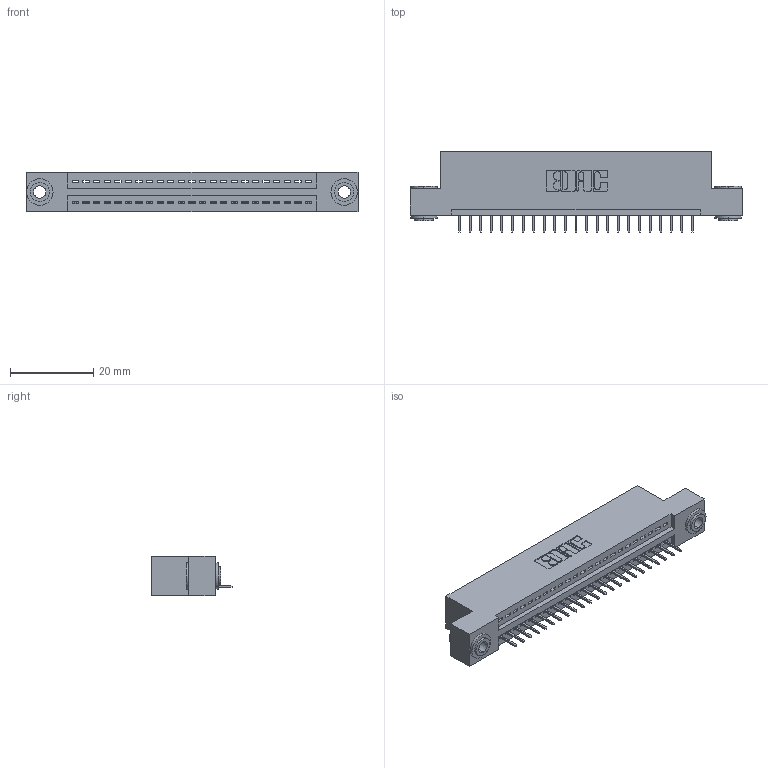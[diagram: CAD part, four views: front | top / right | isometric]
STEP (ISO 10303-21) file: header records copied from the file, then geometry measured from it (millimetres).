
FILE_DESCRIPTION (( 'STEP AP203' ), '1' );
FILE_NAME ('395-023-524-103.STEP', '2019-10-18T04:26:06', ( '' ), ( '' ), 'SwSTEP 2.0', 'SolidWorks 2016', '' );
FILE_SCHEMA (( 'CONFIG_CONTROL_DESIGN' ));
Length unit declared in the file: inch
Products named in the file (4): 345-292-001_345-293-124; 345-250-002_345-250-002-102; 395-023-524-103; 345 Part_Flush Mounting Lugs - 0.156 Dia-TH
Assembly tree (26 placements, depth 2):
  395-023-524-103
    345 Part_Flush Mounting Lugs - 0.156 Dia-TH
    345-292-001_345-293-124  x23
    345-250-002_345-250-002-102  x2
Bounding box: 79.63 x 19.35 x 9.4 mm (x, y, z)
Volume: 7336.1 mm3; surface area: 9414.8 mm2
Topology: 26 solids, 26 shells, 1590 faces, 4557 edges, 2942 vertices
Faces by surface type: plane 1148, cylinder 434, cone 8
Entity records: 20592 total; most frequent: CARTESIAN_POINT 3544, ORIENTED_EDGE 3494, DIRECTION 3155, EDGE_CURVE 1747, VECTOR 1503, LINE 1503, VERTEX_POINT 1158, AXIS2_PLACEMENT_3D 826
